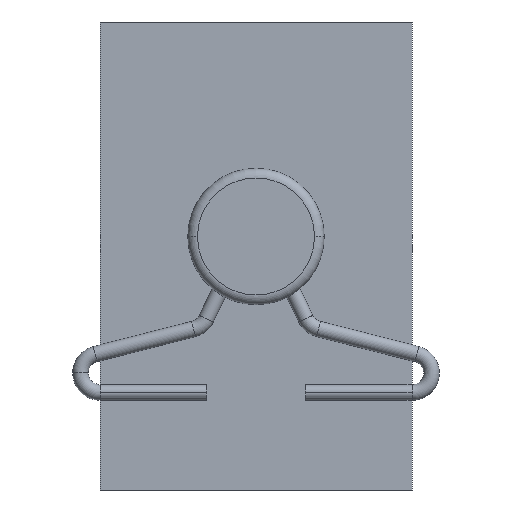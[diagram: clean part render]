
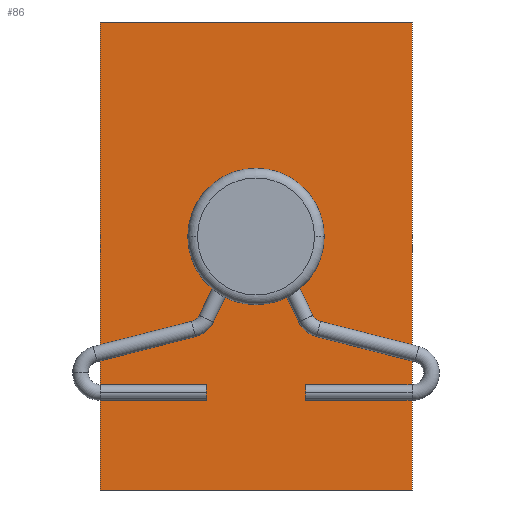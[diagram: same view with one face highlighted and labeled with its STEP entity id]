
A CAD part, left-side view. The second image highlights one B-rep face of the part: STEP entity #86.
In plain terms, the highlighted planar face has unit normal (-1, 0, 0).
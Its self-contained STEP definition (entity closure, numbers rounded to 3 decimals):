
#39 = CARTESIAN_POINT ( 'NONE',  ( -0.5, -8., 0. ) ) ;
#86 = ADVANCED_FACE ( 'NONE', ( #2276, #2987 ), #1784, .F. ) ;
#135 = ORIENTED_EDGE ( 'NONE', *, *, #255, .T. ) ;
#153 = VERTEX_POINT ( 'NONE', #224 ) ;
#224 = CARTESIAN_POINT ( 'NONE',  ( -0.5, -8., 24. ) ) ;
#239 = ORIENTED_EDGE ( 'NONE', *, *, #2016, .T. ) ;
#255 = EDGE_CURVE ( 'NONE', #335, #1654, #1038, .T. ) ;
#276 = CIRCLE ( 'NONE', #2460, 2. ) ;
#315 = LINE ( 'NONE', #2991, #2416 ) ;
#318 = VERTEX_POINT ( 'NONE', #573 ) ;
#335 = VERTEX_POINT ( 'NONE', #2299 ) ;
#383 = DIRECTION ( 'NONE',  ( 1., 0., 0. ) ) ;
#396 = CARTESIAN_POINT ( 'NONE',  ( -0.5, 0., 13. ) ) ;
#423 = CIRCLE ( 'NONE', #2461, 2. ) ;
#461 = EDGE_CURVE ( 'NONE', #153, #1654, #2635, .T. ) ;
#548 = DIRECTION ( 'NONE',  ( 0., 0., -1. ) ) ;
#553 = ORIENTED_EDGE ( 'NONE', *, *, #594, .F. ) ;
#573 = CARTESIAN_POINT ( 'NONE',  ( -0.5, -2., 13. ) ) ;
#581 = DIRECTION ( 'NONE',  ( 0., 1., 0. ) ) ;
#594 = EDGE_CURVE ( 'NONE', #3001, #153, #1364, .T. ) ;
#730 = ORIENTED_EDGE ( 'NONE', *, *, #1272, .T. ) ;
#795 = CARTESIAN_POINT ( 'NONE',  ( -0.5, 8., 24. ) ) ;
#805 = DIRECTION ( 'NONE',  ( 0., -1., 0. ) ) ;
#1004 = DIRECTION ( 'NONE',  ( 1., 0., 0. ) ) ;
#1038 = LINE ( 'NONE', #2968, #1896 ) ;
#1272 = EDGE_CURVE ( 'NONE', #318, #1613, #276, .T. ) ;
#1364 = LINE ( 'NONE', #2342, #1384 ) ;
#1384 = VECTOR ( 'NONE', #3133, 1000. ) ;
#1430 = CARTESIAN_POINT ( 'NONE',  ( -0.5, -8., 24. ) ) ;
#1518 = CARTESIAN_POINT ( 'NONE',  ( -0.5, 2., 13. ) ) ;
#1559 = DIRECTION ( 'NONE',  ( 1., 0., 0. ) ) ;
#1613 = VERTEX_POINT ( 'NONE', #1518 ) ;
#1654 = VERTEX_POINT ( 'NONE', #39 ) ;
#1682 = EDGE_CURVE ( 'NONE', #3001, #335, #315, .T. ) ;
#1780 = EDGE_LOOP ( 'NONE', ( #730, #239 ) ) ;
#1784 = PLANE ( 'NONE',  #2244 ) ;
#1896 = VECTOR ( 'NONE', #805, 1000. ) ;
#2016 = EDGE_CURVE ( 'NONE', #1613, #318, #423, .T. ) ;
#2069 = DIRECTION ( 'NONE',  ( 0., 1., 0. ) ) ;
#2218 = ORIENTED_EDGE ( 'NONE', *, *, #461, .F. ) ;
#2244 = AXIS2_PLACEMENT_3D ( 'NONE', #795, #1559, #581 ) ;
#2263 = DIRECTION ( 'NONE',  ( 0., 0., -1. ) ) ;
#2276 = FACE_BOUND ( 'NONE', #1780, .T. ) ;
#2299 = CARTESIAN_POINT ( 'NONE',  ( -0.5, 8., 0. ) ) ;
#2342 = CARTESIAN_POINT ( 'NONE',  ( -0.5, 8., 24. ) ) ;
#2348 = EDGE_LOOP ( 'NONE', ( #135, #2218, #553, #3041 ) ) ;
#2358 = VECTOR ( 'NONE', #548, 1000. ) ;
#2416 = VECTOR ( 'NONE', #2263, 1000. ) ;
#2460 = AXIS2_PLACEMENT_3D ( 'NONE', #396, #383, #2069 ) ;
#2461 = AXIS2_PLACEMENT_3D ( 'NONE', #2680, #1004, #2890 ) ;
#2562 = CARTESIAN_POINT ( 'NONE',  ( -0.5, 8., 24. ) ) ;
#2635 = LINE ( 'NONE', #1430, #2358 ) ;
#2680 = CARTESIAN_POINT ( 'NONE',  ( -0.5, 0., 13. ) ) ;
#2890 = DIRECTION ( 'NONE',  ( 0., 1., 0. ) ) ;
#2968 = CARTESIAN_POINT ( 'NONE',  ( -0.5, 8., 0. ) ) ;
#2987 = FACE_OUTER_BOUND ( 'NONE', #2348, .T. ) ;
#2991 = CARTESIAN_POINT ( 'NONE',  ( -0.5, 8., 24. ) ) ;
#3001 = VERTEX_POINT ( 'NONE', #2562 ) ;
#3041 = ORIENTED_EDGE ( 'NONE', *, *, #1682, .T. ) ;
#3133 = DIRECTION ( 'NONE',  ( 0., -1., 0. ) ) ;
